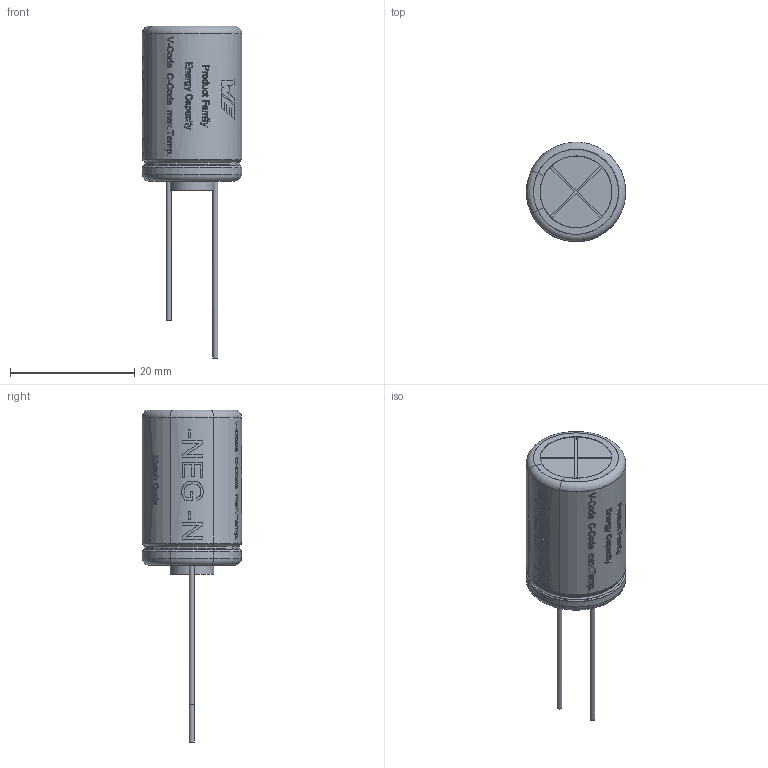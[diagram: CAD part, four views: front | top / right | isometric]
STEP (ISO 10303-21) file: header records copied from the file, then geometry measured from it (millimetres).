
FILE_DESCRIPTION(/* description */ ('Unknown'),/* implementation_level */ '2;1');
FILE_NAME(/* name */ '850627022001',/* time_stamp */ '2024-05-02T08:10:32+02:00',/* author */ ('Unknown'),/* organization */ ('Unknown'),/* preprocessor_version */ 'ST-DEVELOPER v18.102',/* originating_system */ 'Unknown',/* authorisation */ ' ');
FILE_SCHEMA (('CONFIG_CONTROL_DESIGN'));
Length unit declared in the file: metre
Products named in the file (1): id2
Bounding box: 15.96 x 15.98 x 53.4 mm (x, y, z)
Volume: 5011.4 mm3; surface area: 4890.5 mm2
Topology: 3 solids, 5 shells, 655 faces, 1633 edges, 1083 vertices
Faces by surface type: plane 305, bspline 212, cylinder 114, torus 24
Full cylindrical faces by diameter (mm): 0.8 x2, 8.889 x1, 9.333 x1, 10.667 x1, 11.111 x1, 11.556 x2, 13.244 x1, 13.686 x1, 14.942 x1, 14.962 x1, 15.78 x2, 15.8 x2
Entity records: 36469 total; most frequent: CARTESIAN_POINT 17586, ORIENTED_EDGE 3168, DIRECTION 2343, EDGE_CURVE 1584, VERTEX_POINT 1079, LINE 837, VECTOR 837, EDGE_LOOP 801
